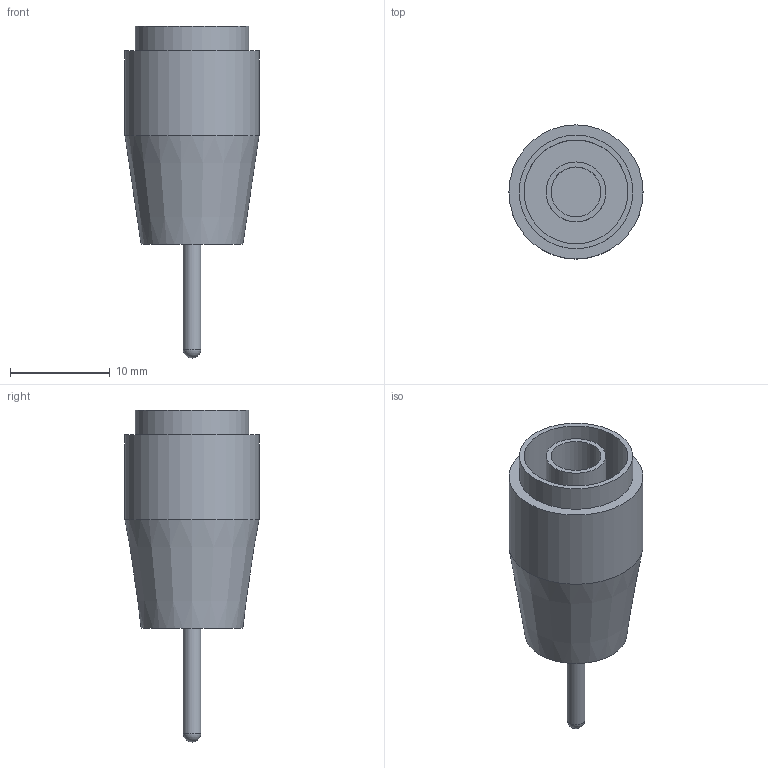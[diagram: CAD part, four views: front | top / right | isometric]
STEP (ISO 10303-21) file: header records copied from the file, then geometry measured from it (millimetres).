
FILE_DESCRIPTION(/* description */ (''),/* implementation_level */ '2;1');
FILE_NAME(/* name */ 'banana_jack_ct3149 v2.step',/* time_stamp */ '2023-04-09T18:33:57-06:00',/* author */ (''),/* organization */ (''),/* preprocessor_version */ 'ST-DEVELOPER v19.2',/* originating_system */ 'Autodesk Translation Framework v12.4.0.73',/* authorisation */ '');
FILE_SCHEMA (('AUTOMOTIVE_DESIGN { 1 0 10303 214 3 1 1 }'));
Length unit declared in the file: millimetre
Products named in the file (1): banana_jack_ct3149
Bounding box: 13.45 x 13.45 x 33.3 mm (x, y, z)
Volume: 1856.3 mm3; surface area: 1883.3 mm2
Topology: 1 solids, 1 shells, 14 faces, 22 edges, 14 vertices
Faces by surface type: cylinder 6, plane 6, sphere 1, cone 1
Full cylindrical faces by diameter (mm): 1.8 x1, 5 x1, 6 x1, 10.4 x1, 11.4 x1, 13.45 x1
Entity records: 369 total; most frequent: DIRECTION 65, CARTESIAN_POINT 50, ORIENTED_EDGE 42, AXIS2_PLACEMENT_3D 29, EDGE_CURVE 21, EDGE_LOOP 19, FACE_OUTER_BOUND 14, CIRCLE 14
